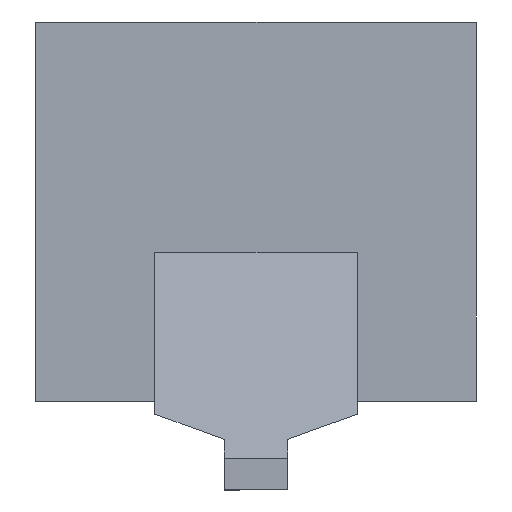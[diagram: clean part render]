
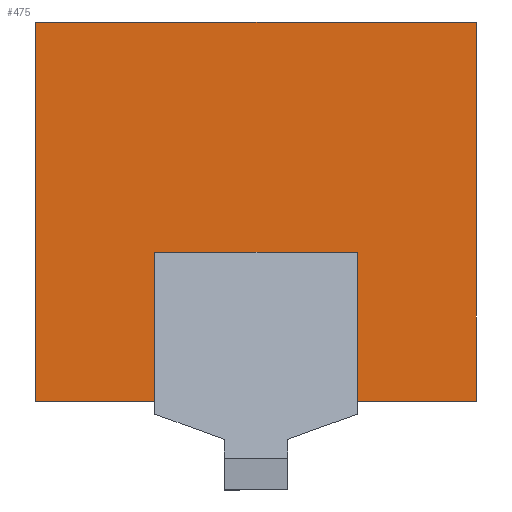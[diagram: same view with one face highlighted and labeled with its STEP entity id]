
A CAD part, left-side view. The second image highlights one B-rep face of the part: STEP entity #475.
In plain terms, the highlighted planar face has unit normal (-1, 0, 0).
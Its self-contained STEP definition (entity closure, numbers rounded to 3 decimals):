
#321 = VERTEX_POINT('',#322);
#322 = CARTESIAN_POINT('',(-3.1,1.74,3.7));
#328 = EDGE_CURVE('',#321,#329,#331,.T.);
#329 = VERTEX_POINT('',#330);
#330 = CARTESIAN_POINT('',(-3.1,-1.74,3.7));
#331 = LINE('',#332,#333);
#332 = CARTESIAN_POINT('',(-3.1,1.74,3.7));
#333 = VECTOR('',#334,1.);
#334 = DIRECTION('',(0.,-1.,0.));
#438 = EDGE_CURVE('',#329,#439,#441,.T.);
#439 = VERTEX_POINT('',#440);
#440 = CARTESIAN_POINT('',(-3.1,-1.74,1.88));
#441 = LINE('',#442,#443);
#442 = CARTESIAN_POINT('',(-3.1,-1.74,3.7));
#443 = VECTOR('',#444,1.);
#444 = DIRECTION('',(0.,0.,-1.));
#446 = EDGE_CURVE('',#447,#439,#449,.T.);
#447 = VERTEX_POINT('',#448);
#448 = CARTESIAN_POINT('',(-3.1,-1.74,1.63));
#449 = LINE('',#450,#451);
#450 = CARTESIAN_POINT('',(-3.1,-1.74,1.88));
#451 = VECTOR('',#452,1.);
#452 = DIRECTION('',(0.,0.,1.));
#454 = EDGE_CURVE('',#447,#455,#457,.T.);
#455 = VERTEX_POINT('',#456);
#456 = CARTESIAN_POINT('',(-3.1,-1.74,0.7));
#457 = LINE('',#458,#459);
#458 = CARTESIAN_POINT('',(-3.1,-1.74,3.7));
#459 = VECTOR('',#460,1.);
#460 = DIRECTION('',(0.,0.,-1.));
#475 = ADVANCED_FACE('',(#476,#496),#530,.F.);
#476 = FACE_BOUND('',#477,.F.);
#477 = EDGE_LOOP('',(#478,#486,#492,#493,#494,#495));
#478 = ORIENTED_EDGE('',*,*,#479,.F.);
#479 = EDGE_CURVE('',#480,#455,#482,.T.);
#480 = VERTEX_POINT('',#481);
#481 = CARTESIAN_POINT('',(-3.1,1.74,0.7));
#482 = LINE('',#483,#484);
#483 = CARTESIAN_POINT('',(-3.1,1.74,0.7));
#484 = VECTOR('',#485,1.);
#485 = DIRECTION('',(0.,-1.,0.));
#486 = ORIENTED_EDGE('',*,*,#487,.F.);
#487 = EDGE_CURVE('',#321,#480,#488,.T.);
#488 = LINE('',#489,#490);
#489 = CARTESIAN_POINT('',(-3.1,1.74,3.7));
#490 = VECTOR('',#491,1.);
#491 = DIRECTION('',(-0.,0.,-1.));
#492 = ORIENTED_EDGE('',*,*,#328,.T.);
#493 = ORIENTED_EDGE('',*,*,#438,.T.);
#494 = ORIENTED_EDGE('',*,*,#446,.F.);
#495 = ORIENTED_EDGE('',*,*,#454,.T.);
#496 = FACE_BOUND('',#497,.F.);
#497 = EDGE_LOOP('',(#498,#508,#516,#524));
#498 = ORIENTED_EDGE('',*,*,#499,.T.);
#499 = EDGE_CURVE('',#500,#502,#504,.T.);
#500 = VERTEX_POINT('',#501);
#501 = CARTESIAN_POINT('',(-3.1,-0.8,1.63));
#502 = VERTEX_POINT('',#503);
#503 = CARTESIAN_POINT('',(-3.1,-0.8,1.88));
#504 = LINE('',#505,#506);
#505 = CARTESIAN_POINT('',(-3.1,-0.8,1.88));
#506 = VECTOR('',#507,1.);
#507 = DIRECTION('',(0.,0.,1.));
#508 = ORIENTED_EDGE('',*,*,#509,.T.);
#509 = EDGE_CURVE('',#502,#510,#512,.T.);
#510 = VERTEX_POINT('',#511);
#511 = CARTESIAN_POINT('',(-3.1,0.8,1.88));
#512 = LINE('',#513,#514);
#513 = CARTESIAN_POINT('',(-3.1,-0.8,1.88));
#514 = VECTOR('',#515,1.);
#515 = DIRECTION('',(0.,1.,0.));
#516 = ORIENTED_EDGE('',*,*,#517,.F.);
#517 = EDGE_CURVE('',#518,#510,#520,.T.);
#518 = VERTEX_POINT('',#519);
#519 = CARTESIAN_POINT('',(-3.1,0.8,1.63));
#520 = LINE('',#521,#522);
#521 = CARTESIAN_POINT('',(-3.1,0.8,1.88));
#522 = VECTOR('',#523,1.);
#523 = DIRECTION('',(0.,0.,1.));
#524 = ORIENTED_EDGE('',*,*,#525,.F.);
#525 = EDGE_CURVE('',#500,#518,#526,.T.);
#526 = LINE('',#527,#528);
#527 = CARTESIAN_POINT('',(-3.1,-0.8,1.63));
#528 = VECTOR('',#529,1.);
#529 = DIRECTION('',(0.,1.,0.));
#530 = PLANE('',#531);
#531 = AXIS2_PLACEMENT_3D('',#532,#533,#534);
#532 = CARTESIAN_POINT('',(-3.1,1.74,3.7));
#533 = DIRECTION('',(1.,0.,0.));
#534 = DIRECTION('',(0.,1.,0.));
